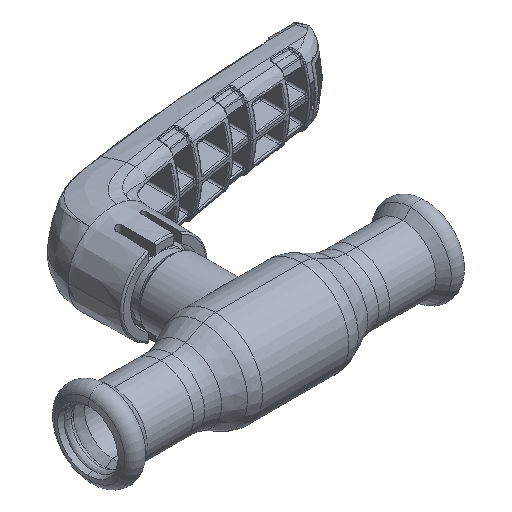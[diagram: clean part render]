
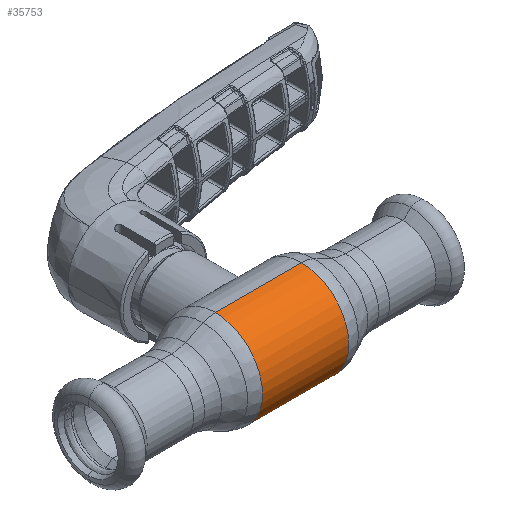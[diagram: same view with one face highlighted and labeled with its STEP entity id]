
A CAD part, isometric view. The second image highlights one B-rep face of the part: STEP entity #35753.
In plain terms, the highlighted cylindrical face has radius 13 mm (diameter 26 mm), a partial arc.
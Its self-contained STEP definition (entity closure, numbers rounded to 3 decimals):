
#495 = CARTESIAN_POINT ( 'NONE',  ( -62.69, 0., -13. ) ) ;
#497 = EDGE_CURVE ( 'NONE', #53700, #30532, #21908, .T. ) ;
#2258 = ORIENTED_EDGE ( 'NONE', *, *, #29943, .T. ) ;
#7033 = CIRCLE ( 'NONE', #26191, 13. ) ;
#10892 = DIRECTION ( 'NONE',  ( 0., 0., 1. ) ) ;
#10949 = AXIS2_PLACEMENT_3D ( 'NONE', #35833, #55158, #24859 ) ;
#11154 = EDGE_CURVE ( 'NONE', #30532, #12943, #23292, .T. ) ;
#12943 = VERTEX_POINT ( 'NONE', #16795 ) ;
#15842 = DIRECTION ( 'NONE',  ( -1., 0., 0. ) ) ;
#16448 = AXIS2_PLACEMENT_3D ( 'NONE', #29957, #45062, #55602 ) ;
#16795 = CARTESIAN_POINT ( 'NONE',  ( -11.876, 0., 13. ) ) ;
#18881 = VECTOR ( 'NONE', #19040, 1000. ) ;
#19040 = DIRECTION ( 'NONE',  ( -1., 0., 0. ) ) ;
#19401 = ORIENTED_EDGE ( 'NONE', *, *, #497, .F. ) ;
#21908 = LINE ( 'NONE', #495, #41586 ) ;
#23292 = CIRCLE ( 'NONE', #10949, 13. ) ;
#24859 = DIRECTION ( 'NONE',  ( 0., 0., 1. ) ) ;
#26191 = AXIS2_PLACEMENT_3D ( 'NONE', #45900, #61750, #10892 ) ;
#27696 = VERTEX_POINT ( 'NONE', #58435 ) ;
#29150 = LINE ( 'NONE', #48956, #18881 ) ;
#29943 = EDGE_CURVE ( 'NONE', #27696, #12943, #29150, .T. ) ;
#29957 = CARTESIAN_POINT ( 'NONE',  ( -62.69, 0., 0. ) ) ;
#30532 = VERTEX_POINT ( 'NONE', #32351 ) ;
#32351 = CARTESIAN_POINT ( 'NONE',  ( -11.876, 0., -13. ) ) ;
#33186 = CARTESIAN_POINT ( 'NONE',  ( 11.876, 0., -13. ) ) ;
#34341 = EDGE_LOOP ( 'NONE', ( #19401, #43526, #2258, #55785 ) ) ;
#35753 = ADVANCED_FACE ( 'NONE', ( #51609 ), #39019, .T. ) ;
#35833 = CARTESIAN_POINT ( 'NONE',  ( -11.876, 0., 0. ) ) ;
#39019 = CYLINDRICAL_SURFACE ( 'NONE', #16448, 13. ) ;
#41586 = VECTOR ( 'NONE', #15842, 1000. ) ;
#43526 = ORIENTED_EDGE ( 'NONE', *, *, #58287, .T. ) ;
#45062 = DIRECTION ( 'NONE',  ( -1., 0., 0. ) ) ;
#45900 = CARTESIAN_POINT ( 'NONE',  ( 11.876, 0., 0. ) ) ;
#48956 = CARTESIAN_POINT ( 'NONE',  ( -62.69, 0., 13. ) ) ;
#51609 = FACE_OUTER_BOUND ( 'NONE', #34341, .T. ) ;
#53700 = VERTEX_POINT ( 'NONE', #33186 ) ;
#55158 = DIRECTION ( 'NONE',  ( -1., 0., 0. ) ) ;
#55602 = DIRECTION ( 'NONE',  ( 0., 0., 1. ) ) ;
#55785 = ORIENTED_EDGE ( 'NONE', *, *, #11154, .F. ) ;
#58287 = EDGE_CURVE ( 'NONE', #53700, #27696, #7033, .T. ) ;
#58435 = CARTESIAN_POINT ( 'NONE',  ( 11.876, 0., 13. ) ) ;
#61750 = DIRECTION ( 'NONE',  ( -1., 0., 0. ) ) ;
